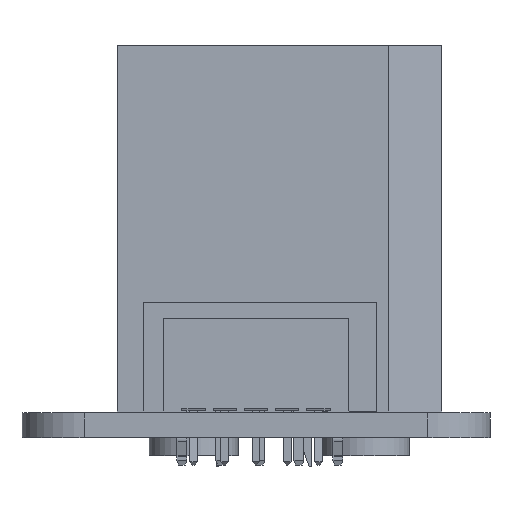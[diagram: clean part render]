
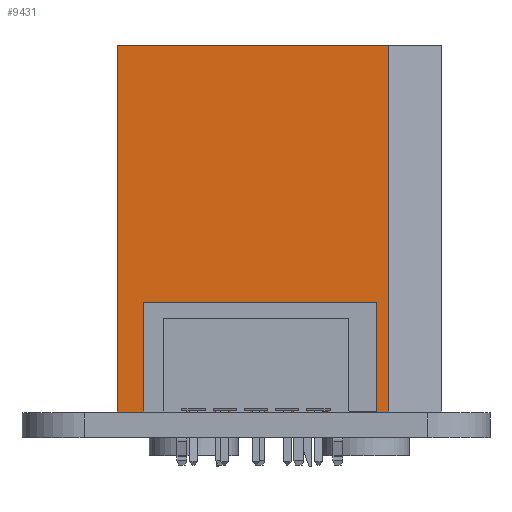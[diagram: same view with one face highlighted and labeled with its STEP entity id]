
A CAD part, front view. The second image highlights one B-rep face of the part: STEP entity #9431.
In plain terms, the highlighted face is planar.
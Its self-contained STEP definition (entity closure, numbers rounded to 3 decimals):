
#9186 = VERTEX_POINT('',#9187);
#9187 = CARTESIAN_POINT('',(4.95,7.,0.));
#9193 = EDGE_CURVE('',#9186,#9194,#9196,.T.);
#9194 = VERTEX_POINT('',#9195);
#9195 = CARTESIAN_POINT('',(4.95,-10.4,0.));
#9196 = LINE('',#9197,#9198);
#9197 = CARTESIAN_POINT('',(4.95,-1.7,0.));
#9198 = VECTOR('',#9199,1.);
#9199 = DIRECTION('',(0.,-1.,0.));
#9292 = VERTEX_POINT('',#9293);
#9293 = CARTESIAN_POINT('',(4.95,-10.4,23.5));
#9299 = EDGE_CURVE('',#9300,#9292,#9302,.T.);
#9300 = VERTEX_POINT('',#9301);
#9301 = CARTESIAN_POINT('',(4.95,7.,23.5));
#9302 = LINE('',#9303,#9304);
#9303 = CARTESIAN_POINT('',(4.95,-1.7,23.5));
#9304 = VECTOR('',#9305,1.);
#9305 = DIRECTION('',(0.,-1.,0.));
#9419 = EDGE_CURVE('',#9292,#9194,#9420,.T.);
#9420 = LINE('',#9421,#9422);
#9421 = CARTESIAN_POINT('',(4.95,-10.4,23.5));
#9422 = VECTOR('',#9423,1.);
#9423 = DIRECTION('',(0.,0.,-1.));
#9431 = ADVANCED_FACE('',(#9432),#9443,.T.);
#9432 = FACE_BOUND('',#9433,.T.);
#9433 = EDGE_LOOP('',(#9434,#9435,#9441,#9442));
#9434 = ORIENTED_EDGE('',*,*,#9193,.F.);
#9435 = ORIENTED_EDGE('',*,*,#9436,.F.);
#9436 = EDGE_CURVE('',#9300,#9186,#9437,.T.);
#9437 = LINE('',#9438,#9439);
#9438 = CARTESIAN_POINT('',(4.95,7.,23.5));
#9439 = VECTOR('',#9440,1.);
#9440 = DIRECTION('',(0.,0.,-1.));
#9441 = ORIENTED_EDGE('',*,*,#9299,.T.);
#9442 = ORIENTED_EDGE('',*,*,#9419,.T.);
#9443 = PLANE('',#9444);
#9444 = AXIS2_PLACEMENT_3D('',#9445,#9446,#9447);
#9445 = CARTESIAN_POINT('',(4.95,-1.7,23.5));
#9446 = DIRECTION('',(1.,0.,0.));
#9447 = DIRECTION('',(0.,1.,0.));
